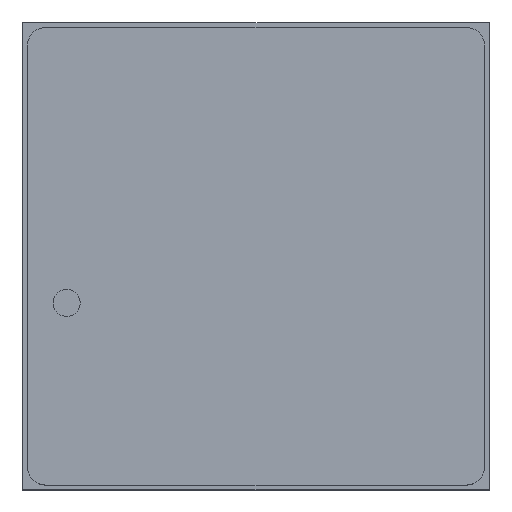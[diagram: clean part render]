
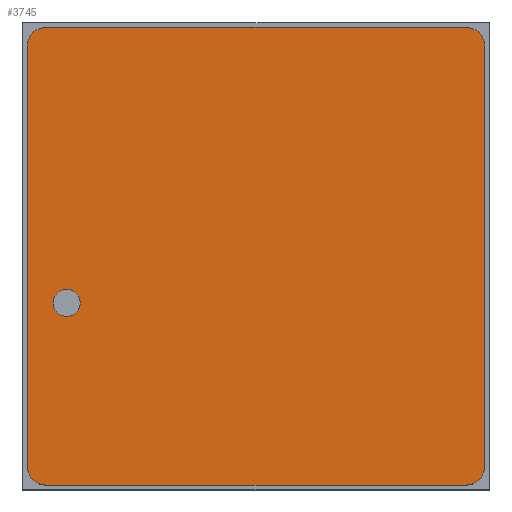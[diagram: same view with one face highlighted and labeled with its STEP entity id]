
A CAD part, top view. The second image highlights one B-rep face of the part: STEP entity #3745.
In plain terms, the highlighted planar face has unit normal (0, 0, 1).
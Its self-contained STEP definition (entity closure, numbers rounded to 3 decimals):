
#16=CARTESIAN_POINT('',(-2.25,2.25,0.5));
#17=DIRECTION('',(0.,0.,1.));
#18=DIRECTION('',(0.,1.,0.));
#19=AXIS2_PLACEMENT_3D('',#16,#17,#18);
#21=DIRECTION('',(-1.,0.,0.));
#22=VECTOR('',#21,4.5);
#23=CARTESIAN_POINT('',(2.25,2.45,0.5));
#24=LINE('',#23,#22);
#25=CARTESIAN_POINT('',(2.25,2.25,0.5));
#26=DIRECTION('',(0.,0.,1.));
#27=DIRECTION('',(1.,0.,0.));
#28=AXIS2_PLACEMENT_3D('',#25,#26,#27);
#30=DIRECTION('',(0.,1.,0.));
#31=VECTOR('',#30,4.5);
#32=CARTESIAN_POINT('',(2.45,-2.25,0.5));
#33=LINE('',#32,#31);
#34=CARTESIAN_POINT('',(2.25,-2.25,0.5));
#35=DIRECTION('',(0.,0.,1.));
#36=DIRECTION('',(0.,-1.,0.));
#37=AXIS2_PLACEMENT_3D('',#34,#35,#36);
#39=DIRECTION('',(1.,0.,0.));
#40=VECTOR('',#39,4.5);
#41=CARTESIAN_POINT('',(-2.25,-2.45,0.5));
#42=LINE('',#41,#40);
#43=CARTESIAN_POINT('',(-2.25,-2.25,0.5));
#44=DIRECTION('',(0.,0.,1.));
#45=DIRECTION('',(-1.,0.,0.));
#46=AXIS2_PLACEMENT_3D('',#43,#44,#45);
#48=DIRECTION('',(0.,-1.,0.));
#49=VECTOR('',#48,4.5);
#50=CARTESIAN_POINT('',(-2.45,2.25,0.5));
#51=LINE('',#50,#49);
#52=CARTESIAN_POINT('',(-2.027,-0.5,0.5));
#53=DIRECTION('',(0.,0.,1.));
#54=DIRECTION('',(1.,0.,0.));
#55=AXIS2_PLACEMENT_3D('',#52,#53,#54);
#57=CARTESIAN_POINT('',(-2.027,-0.5,0.5));
#58=DIRECTION('',(0.,0.,1.));
#59=DIRECTION('',(-1.,0.,0.));
#60=AXIS2_PLACEMENT_3D('',#57,#58,#59);
#2965=CARTESIAN_POINT('',(-2.25,2.45,0.5));
#2967=VERTEX_POINT('',#2965);
#2969=CARTESIAN_POINT('',(-2.45,2.25,0.5));
#2970=VERTEX_POINT('',#2969);
#2973=CARTESIAN_POINT('',(2.45,2.25,0.5));
#2975=VERTEX_POINT('',#2973);
#2977=CARTESIAN_POINT('',(2.25,2.45,0.5));
#2978=VERTEX_POINT('',#2977);
#2981=CARTESIAN_POINT('',(2.25,-2.45,0.5));
#2983=VERTEX_POINT('',#2981);
#2985=CARTESIAN_POINT('',(2.45,-2.25,0.5));
#2986=VERTEX_POINT('',#2985);
#2989=CARTESIAN_POINT('',(-2.45,-2.25,0.5));
#2991=VERTEX_POINT('',#2989);
#2993=CARTESIAN_POINT('',(-2.25,-2.45,0.5));
#2994=VERTEX_POINT('',#2993);
#3289=CARTESIAN_POINT('',(-1.883,-0.5,0.5));
#3290=CARTESIAN_POINT('',(-2.172,-0.5,0.5));
#3291=VERTEX_POINT('',#3289);
#3292=VERTEX_POINT('',#3290);
#3716=CARTESIAN_POINT('',(0.,0.,0.5));
#3717=DIRECTION('',(0.,0.,1.));
#3718=DIRECTION('',(1.,0.,0.));
#3719=AXIS2_PLACEMENT_3D('',#3716,#3717,#3718);
#3720=PLANE('',#3719);
#3722=ORIENTED_EDGE('',*,*,#3721,.F.);
#3724=ORIENTED_EDGE('',*,*,#3723,.F.);
#3726=ORIENTED_EDGE('',*,*,#3725,.F.);
#3728=ORIENTED_EDGE('',*,*,#3727,.F.);
#3730=ORIENTED_EDGE('',*,*,#3729,.F.);
#3732=ORIENTED_EDGE('',*,*,#3731,.F.);
#3734=ORIENTED_EDGE('',*,*,#3733,.F.);
#3736=ORIENTED_EDGE('',*,*,#3735,.F.);
#3737=EDGE_LOOP('',(#3722,#3724,#3726,#3728,#3730,#3732,#3734,#3736));
#3738=FACE_OUTER_BOUND('',#3737,.F.);
#3740=ORIENTED_EDGE('',*,*,#3739,.T.);
#3742=ORIENTED_EDGE('',*,*,#3741,.T.);
#3743=EDGE_LOOP('',(#3740,#3742));
#3744=FACE_BOUND('',#3743,.F.);
#3745=ADVANCED_FACE('',(#3738,#3744),#3720,.T.);
#20=CIRCLE('',#19,0.2);
#29=CIRCLE('',#28,0.2);
#38=CIRCLE('',#37,0.2);
#47=CIRCLE('',#46,0.2);
#56=CIRCLE('',#55,0.145);
#61=CIRCLE('',#60,0.145);
#3721=EDGE_CURVE('',#2967,#2970,#20,.T.);
#3723=EDGE_CURVE('',#2978,#2967,#24,.T.);
#3725=EDGE_CURVE('',#2975,#2978,#29,.T.);
#3727=EDGE_CURVE('',#2986,#2975,#33,.T.);
#3729=EDGE_CURVE('',#2983,#2986,#38,.T.);
#3731=EDGE_CURVE('',#2994,#2983,#42,.T.);
#3733=EDGE_CURVE('',#2991,#2994,#47,.T.);
#3735=EDGE_CURVE('',#2970,#2991,#51,.T.);
#3739=EDGE_CURVE('',#3291,#3292,#56,.T.);
#3741=EDGE_CURVE('',#3292,#3291,#61,.T.);
